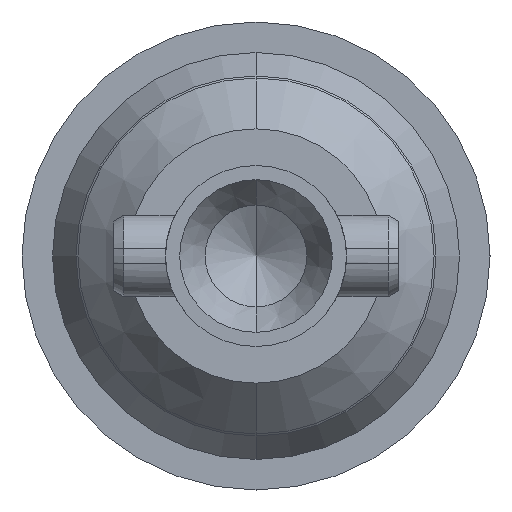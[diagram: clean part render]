
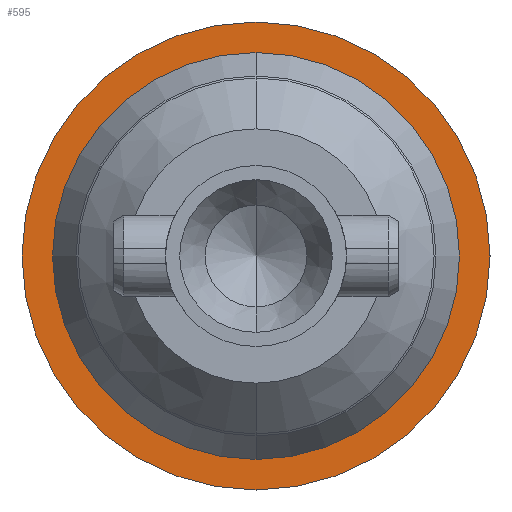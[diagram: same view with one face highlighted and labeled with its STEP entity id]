
A CAD part, front view. The second image highlights one B-rep face of the part: STEP entity #595.
In plain terms, the highlighted planar face has unit normal (0, -1, 0).
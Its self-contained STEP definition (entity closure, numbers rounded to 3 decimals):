
#581 = EDGE_CURVE ( 'NONE', #2371, #7174, #2420, .T. ) ;
#595 = ADVANCED_FACE ( 'NONE', ( #4818, #4191 ), #5149, .T. ) ;
#1005 = DIRECTION ( 'NONE',  ( 0., 0., -1. ) ) ;
#1196 = EDGE_CURVE ( 'NONE', #7174, #2371, #6061, .T. ) ;
#1991 = CARTESIAN_POINT ( 'NONE',  ( 0., -5.7, -2.3 ) ) ;
#2223 = ORIENTED_EDGE ( 'NONE', *, *, #1196, .F. ) ;
#2358 = EDGE_CURVE ( 'NONE', #4493, #7536, #3007, .T. ) ;
#2371 = VERTEX_POINT ( 'NONE', #1991 ) ;
#2413 = AXIS2_PLACEMENT_3D ( 'NONE', #6747, #3844, #4431 ) ;
#2420 = CIRCLE ( 'NONE', #2413, 2.3 ) ;
#2432 = ORIENTED_EDGE ( 'NONE', *, *, #581, .F. ) ;
#2460 = ORIENTED_EDGE ( 'NONE', *, *, #6727, .T. ) ;
#2706 = CARTESIAN_POINT ( 'NONE',  ( -2.3, -5.7, 0. ) ) ;
#2708 = AXIS2_PLACEMENT_3D ( 'NONE', #4378, #6721, #4323 ) ;
#2908 = EDGE_LOOP ( 'NONE', ( #5589, #2460 ) ) ;
#3007 = CIRCLE ( 'NONE', #2708, 2. ) ;
#3040 = CARTESIAN_POINT ( 'NONE',  ( 0., -5.7, 0. ) ) ;
#3163 = DIRECTION ( 'NONE',  ( 0., 1., 0. ) ) ;
#3634 = CARTESIAN_POINT ( 'NONE',  ( 0., -5.7, 2. ) ) ;
#3788 = DIRECTION ( 'NONE',  ( 0., 0., 1. ) ) ;
#3844 = DIRECTION ( 'NONE',  ( 0., 1., 0. ) ) ;
#4025 = DIRECTION ( 'NONE',  ( 0., -1., 0. ) ) ;
#4127 = DIRECTION ( 'NONE',  ( 0., 0., 1. ) ) ;
#4133 = EDGE_LOOP ( 'NONE', ( #2223, #2432 ) ) ;
#4191 = FACE_OUTER_BOUND ( 'NONE', #4133, .T. ) ;
#4323 = DIRECTION ( 'NONE',  ( 0., 0., 1. ) ) ;
#4378 = CARTESIAN_POINT ( 'NONE',  ( 0., -5.7, 0. ) ) ;
#4431 = DIRECTION ( 'NONE',  ( 0., 0., 1. ) ) ;
#4493 = VERTEX_POINT ( 'NONE', #3634 ) ;
#4500 = AXIS2_PLACEMENT_3D ( 'NONE', #3040, #6677, #4127 ) ;
#4798 = AXIS2_PLACEMENT_3D ( 'NONE', #2706, #4025, #1005 ) ;
#4818 = FACE_BOUND ( 'NONE', #2908, .T. ) ;
#5149 = PLANE ( 'NONE',  #4798 ) ;
#5171 = AXIS2_PLACEMENT_3D ( 'NONE', #6164, #3163, #3788 ) ;
#5188 = CIRCLE ( 'NONE', #5171, 2. ) ;
#5589 = ORIENTED_EDGE ( 'NONE', *, *, #2358, .T. ) ;
#6061 = CIRCLE ( 'NONE', #4500, 2.3 ) ;
#6164 = CARTESIAN_POINT ( 'NONE',  ( 0., -5.7, 0. ) ) ;
#6260 = CARTESIAN_POINT ( 'NONE',  ( 0., -5.7, 2.3 ) ) ;
#6677 = DIRECTION ( 'NONE',  ( 0., 1., 0. ) ) ;
#6721 = DIRECTION ( 'NONE',  ( 0., 1., 0. ) ) ;
#6727 = EDGE_CURVE ( 'NONE', #7536, #4493, #5188, .T. ) ;
#6747 = CARTESIAN_POINT ( 'NONE',  ( 0., -5.7, 0. ) ) ;
#7174 = VERTEX_POINT ( 'NONE', #6260 ) ;
#7388 = CARTESIAN_POINT ( 'NONE',  ( 0., -5.7, -2. ) ) ;
#7536 = VERTEX_POINT ( 'NONE', #7388 ) ;
